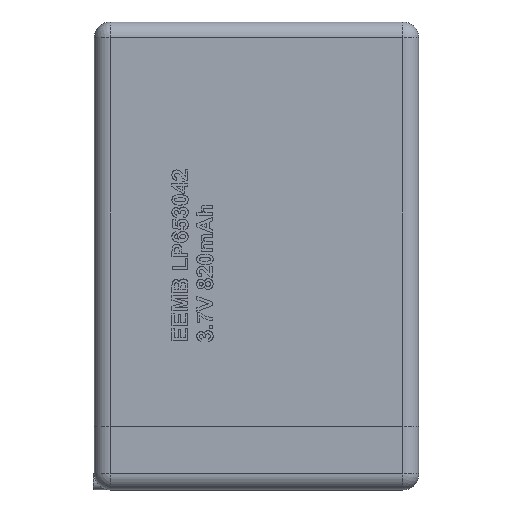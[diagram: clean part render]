
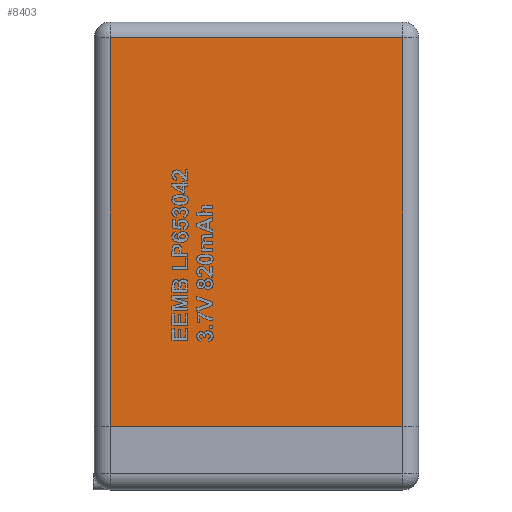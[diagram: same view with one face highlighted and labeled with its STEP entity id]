
A CAD part, top view. The second image highlights one B-rep face of the part: STEP entity #8403.
In plain terms, the highlighted planar face has unit normal (0, 0, 1).
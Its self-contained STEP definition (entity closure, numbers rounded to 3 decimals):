
#900=PLANE('',#8974);
#1104=LINE('',#10516,#1837);
#1112=LINE('',#10545,#1845);
#1115=LINE('',#10552,#1848);
#1118=LINE('',#10560,#1851);
#1837=VECTOR('',#9244,10.);
#1845=VECTOR('',#9278,10.);
#1848=VECTOR('',#9285,10.);
#1851=VECTOR('',#9294,10.);
#2598=FACE_OUTER_BOUND('',#3091,.T.);
#3091=EDGE_LOOP('',(#5829,#5830,#5831,#5832));
#3632=VERTEX_POINT('',#10504);
#3635=VERTEX_POINT('',#10514);
#3642=VERTEX_POINT('',#10536);
#3644=VERTEX_POINT('',#10548);
#4495=EDGE_CURVE('',#3635,#3632,#1104,.T.);
#4510=EDGE_CURVE('',#3632,#3642,#1112,.T.);
#4514=EDGE_CURVE('',#3642,#3644,#1115,.T.);
#4518=EDGE_CURVE('',#3635,#3644,#1118,.T.);
#5829=ORIENTED_EDGE('',*,*,#4514,.F.);
#5830=ORIENTED_EDGE('',*,*,#4510,.F.);
#5831=ORIENTED_EDGE('',*,*,#4495,.F.);
#5832=ORIENTED_EDGE('',*,*,#4518,.T.);
#8403=ADVANCED_FACE('',(#2598),#900,.T.);
#8974=AXIS2_PLACEMENT_3D('',#10559,#9292,#9293);
#9244=DIRECTION('',(0.,1.,0.));
#9278=DIRECTION('',(1.,0.,0.));
#9285=DIRECTION('',(0.,-1.,0.));
#9292=DIRECTION('center_axis',(0.,0.,1.));
#9293=DIRECTION('ref_axis',(1.,0.,0.));
#9294=DIRECTION('',(1.,0.,0.));
#10504=CARTESIAN_POINT('',(-13.75,20.5,6.8));
#10514=CARTESIAN_POINT('',(-13.75,-16.,6.8));
#10516=CARTESIAN_POINT('',(-13.75,12.5,6.8));
#10536=CARTESIAN_POINT('',(13.75,20.5,6.8));
#10545=CARTESIAN_POINT('',(7.625,20.5,6.8));
#10548=CARTESIAN_POINT('',(13.75,-16.,6.8));
#10552=CARTESIAN_POINT('',(13.75,-6.5,6.8));
#10559=CARTESIAN_POINT('Origin',(0.,3.,6.8));
#10560=CARTESIAN_POINT('',(15.25,-16.,6.8));
